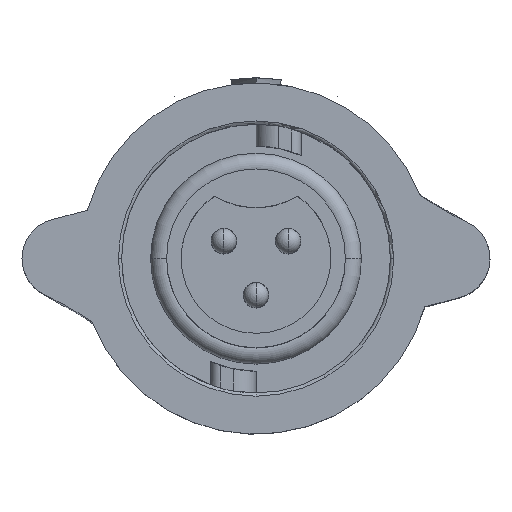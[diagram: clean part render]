
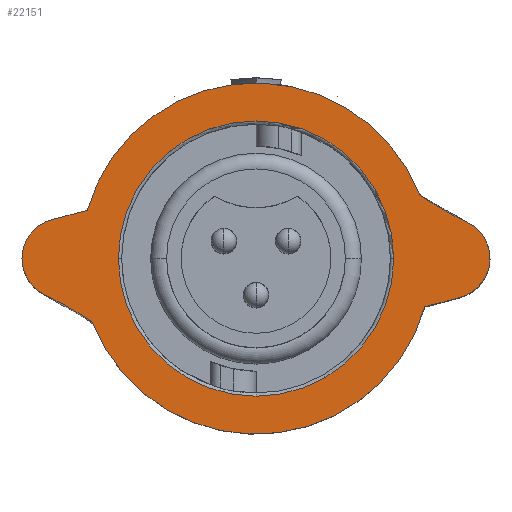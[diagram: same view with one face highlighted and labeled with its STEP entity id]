
A CAD part, top view. The second image highlights one B-rep face of the part: STEP entity #22151.
In plain terms, the highlighted planar face has unit normal (0, 0, 1).
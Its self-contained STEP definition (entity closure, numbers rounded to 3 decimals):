
#204 = EDGE_CURVE ( 'NONE', #1410, #5511, #17128, .T. ) ;
#220 = CIRCLE ( 'NONE', #12374, 6.934 ) ;
#292 = CIRCLE ( 'NONE', #20444, 1.588 ) ;
#459 = CIRCLE ( 'NONE', #12322, 6.934 ) ;
#699 = EDGE_CURVE ( 'NONE', #6960, #13126, #220, .T. ) ;
#869 = DIRECTION ( 'NONE',  ( 0., 0., -1. ) ) ;
#1058 = CARTESIAN_POINT ( 'NONE',  ( -7.654, 0., 18.72 ) ) ;
#1192 = DIRECTION ( 'NONE',  ( 0., 0., 1. ) ) ;
#1410 = VERTEX_POINT ( 'NONE', #19828 ) ;
#1802 = EDGE_CURVE ( 'NONE', #15883, #7421, #14519, .T. ) ;
#1964 = DIRECTION ( 'NONE',  ( 0., 0., -1. ) ) ;
#2064 = AXIS2_PLACEMENT_3D ( 'NONE', #17306, #13797, #11788 ) ;
#2165 = AXIS2_PLACEMENT_3D ( 'NONE', #12626, #11061, #9482 ) ;
#2183 = CARTESIAN_POINT ( 'NONE',  ( 14.618, 14.478, 18.72 ) ) ;
#2191 = EDGE_CURVE ( 'NONE', #13126, #15670, #20242, .T. ) ;
#2208 = ORIENTED_EDGE ( 'NONE', *, *, #5191, .T. ) ;
#2613 = FACE_BOUND ( 'NONE', #3638, .T. ) ;
#2633 = CARTESIAN_POINT ( 'NONE',  ( -9.242, 0., 18.72 ) ) ;
#2803 = EDGE_CURVE ( 'NONE', #15670, #18669, #16084, .T. ) ;
#2865 = CARTESIAN_POINT ( 'NONE',  ( -8.065, 1.533, 18.72 ) ) ;
#3157 = DIRECTION ( 'NONE',  ( 0., 0., -1. ) ) ;
#3638 = EDGE_LOOP ( 'NONE', ( #4074, #11413 ) ) ;
#4074 = ORIENTED_EDGE ( 'NONE', *, *, #12019, .T. ) ;
#4555 = DIRECTION ( 'NONE',  ( -1., 0., 0. ) ) ;
#4593 = CARTESIAN_POINT ( 'NONE',  ( 0., 0., 18.72 ) ) ;
#5191 = EDGE_CURVE ( 'NONE', #12392, #19709, #8926, .T. ) ;
#5311 = AXIS2_PLACEMENT_3D ( 'NONE', #13571, #1192, #21799 ) ;
#5511 = VERTEX_POINT ( 'NONE', #13342 ) ;
#6750 = ORIENTED_EDGE ( 'NONE', *, *, #21067, .T. ) ;
#6960 = VERTEX_POINT ( 'NONE', #17010 ) ;
#7137 = AXIS2_PLACEMENT_3D ( 'NONE', #14249, #14470, #9420 ) ;
#7310 = ORIENTED_EDGE ( 'NONE', *, *, #14110, .T. ) ;
#7421 = VERTEX_POINT ( 'NONE', #7870 ) ;
#7444 = CIRCLE ( 'NONE', #2064, 5.436 ) ;
#7870 = CARTESIAN_POINT ( 'NONE',  ( -6.462, -2.516, 18.72 ) ) ;
#8225 = CARTESIAN_POINT ( 'NONE',  ( -14.618, -14.478, 18.72 ) ) ;
#8375 = ORIENTED_EDGE ( 'NONE', *, *, #2803, .T. ) ;
#8775 = AXIS2_PLACEMENT_3D ( 'NONE', #8225, #3157, #18798 ) ;
#8788 = EDGE_LOOP ( 'NONE', ( #7310, #19150, #11895, #8375, #20787, #19044, #20698, #6750, #2208 ) ) ;
#8926 = CIRCLE ( 'NONE', #7137, 1.588 ) ;
#9214 = AXIS2_PLACEMENT_3D ( 'NONE', #4593, #869, #11445 ) ;
#9420 = DIRECTION ( 'NONE',  ( -1., 0., 0. ) ) ;
#9430 = DIRECTION ( 'NONE',  ( -1., 0., 0. ) ) ;
#9482 = DIRECTION ( 'NONE',  ( -1., 0., 0. ) ) ;
#9675 = CIRCLE ( 'NONE', #17965, 14.478 ) ;
#11061 = DIRECTION ( 'NONE',  ( 0., 0., -1. ) ) ;
#11111 = CARTESIAN_POINT ( 'NONE',  ( 0., 0., 18.72 ) ) ;
#11413 = ORIENTED_EDGE ( 'NONE', *, *, #204, .T. ) ;
#11445 = DIRECTION ( 'NONE',  ( 1., 0., 0. ) ) ;
#11626 = CARTESIAN_POINT ( 'NONE',  ( 8.065, -1.533, 18.72 ) ) ;
#11655 = CARTESIAN_POINT ( 'NONE',  ( 6.666, -1.908, 18.72 ) ) ;
#11788 = DIRECTION ( 'NONE',  ( 1., 0., 0. ) ) ;
#11895 = ORIENTED_EDGE ( 'NONE', *, *, #2191, .T. ) ;
#12019 = EDGE_CURVE ( 'NONE', #5511, #1410, #7444, .T. ) ;
#12322 = AXIS2_PLACEMENT_3D ( 'NONE', #11111, #17988, #9430 ) ;
#12374 = AXIS2_PLACEMENT_3D ( 'NONE', #14566, #14903, #19540 ) ;
#12392 = VERTEX_POINT ( 'NONE', #14793 ) ;
#12470 = CARTESIAN_POINT ( 'NONE',  ( -6.666, 1.908, 18.72 ) ) ;
#12626 = CARTESIAN_POINT ( 'NONE',  ( 0., -6.934, 18.72 ) ) ;
#13095 = DIRECTION ( 'NONE',  ( 0., 0., 1. ) ) ;
#13126 = VERTEX_POINT ( 'NONE', #12470 ) ;
#13303 = LINE ( 'NONE', #11626, #14991 ) ;
#13342 = CARTESIAN_POINT ( 'NONE',  ( 5.436, 0., 18.72 ) ) ;
#13571 = CARTESIAN_POINT ( 'NONE',  ( -7.654, 0., 18.72 ) ) ;
#13744 = DIRECTION ( 'NONE',  ( 0.966, 0.259, 0. ) ) ;
#13797 = DIRECTION ( 'NONE',  ( 0., 0., -1. ) ) ;
#14110 = EDGE_CURVE ( 'NONE', #19709, #6960, #9675, .T. ) ;
#14249 = CARTESIAN_POINT ( 'NONE',  ( 7.654, 0., 18.72 ) ) ;
#14470 = DIRECTION ( 'NONE',  ( 0., 0., 1. ) ) ;
#14508 = CARTESIAN_POINT ( 'NONE',  ( 8.342, 1.431, 18.72 ) ) ;
#14519 = CIRCLE ( 'NONE', #8775, 14.478 ) ;
#14566 = CARTESIAN_POINT ( 'NONE',  ( 0., 0., 18.72 ) ) ;
#14788 = EDGE_CURVE ( 'NONE', #7421, #20579, #459, .T. ) ;
#14793 = CARTESIAN_POINT ( 'NONE',  ( 8.065, -1.533, 18.72 ) ) ;
#14903 = DIRECTION ( 'NONE',  ( 0., 0., 1. ) ) ;
#14991 = VECTOR ( 'NONE', #13744, 1000. ) ;
#15241 = CARTESIAN_POINT ( 'NONE',  ( -8.342, -1.431, 18.72 ) ) ;
#15615 = EDGE_CURVE ( 'NONE', #18669, #15883, #292, .T. ) ;
#15670 = VERTEX_POINT ( 'NONE', #2865 ) ;
#15691 = DIRECTION ( 'NONE',  ( -1., 0., 0. ) ) ;
#15883 = VERTEX_POINT ( 'NONE', #15241 ) ;
#16084 = CIRCLE ( 'NONE', #5311, 1.588 ) ;
#17010 = CARTESIAN_POINT ( 'NONE',  ( 6.462, 2.516, 18.72 ) ) ;
#17128 = CIRCLE ( 'NONE', #9214, 5.436 ) ;
#17306 = CARTESIAN_POINT ( 'NONE',  ( 0., 0., 18.72 ) ) ;
#17965 = AXIS2_PLACEMENT_3D ( 'NONE', #2183, #1964, #15691 ) ;
#17988 = DIRECTION ( 'NONE',  ( 0., 0., 1. ) ) ;
#18135 = VECTOR ( 'NONE', #20131, 1000. ) ;
#18669 = VERTEX_POINT ( 'NONE', #2633 ) ;
#18798 = DIRECTION ( 'NONE',  ( -1., 0., 0. ) ) ;
#19044 = ORIENTED_EDGE ( 'NONE', *, *, #1802, .T. ) ;
#19150 = ORIENTED_EDGE ( 'NONE', *, *, #699, .T. ) ;
#19506 = FACE_OUTER_BOUND ( 'NONE', #8788, .T. ) ;
#19540 = DIRECTION ( 'NONE',  ( -1., 0., 0. ) ) ;
#19621 = PLANE ( 'NONE',  #2165 ) ;
#19709 = VERTEX_POINT ( 'NONE', #14508 ) ;
#19828 = CARTESIAN_POINT ( 'NONE',  ( -5.436, 0., 18.72 ) ) ;
#20131 = DIRECTION ( 'NONE',  ( -0.966, -0.259, 0. ) ) ;
#20242 = LINE ( 'NONE', #20469, #18135 ) ;
#20444 = AXIS2_PLACEMENT_3D ( 'NONE', #1058, #13095, #4555 ) ;
#20469 = CARTESIAN_POINT ( 'NONE',  ( -8.065, 1.533, 18.72 ) ) ;
#20579 = VERTEX_POINT ( 'NONE', #11655 ) ;
#20698 = ORIENTED_EDGE ( 'NONE', *, *, #14788, .T. ) ;
#20787 = ORIENTED_EDGE ( 'NONE', *, *, #15615, .T. ) ;
#21067 = EDGE_CURVE ( 'NONE', #20579, #12392, #13303, .T. ) ;
#21799 = DIRECTION ( 'NONE',  ( -1., 0., 0. ) ) ;
#22151 = ADVANCED_FACE ( 'NONE', ( #2613, #19506 ), #19621, .F. ) ;
